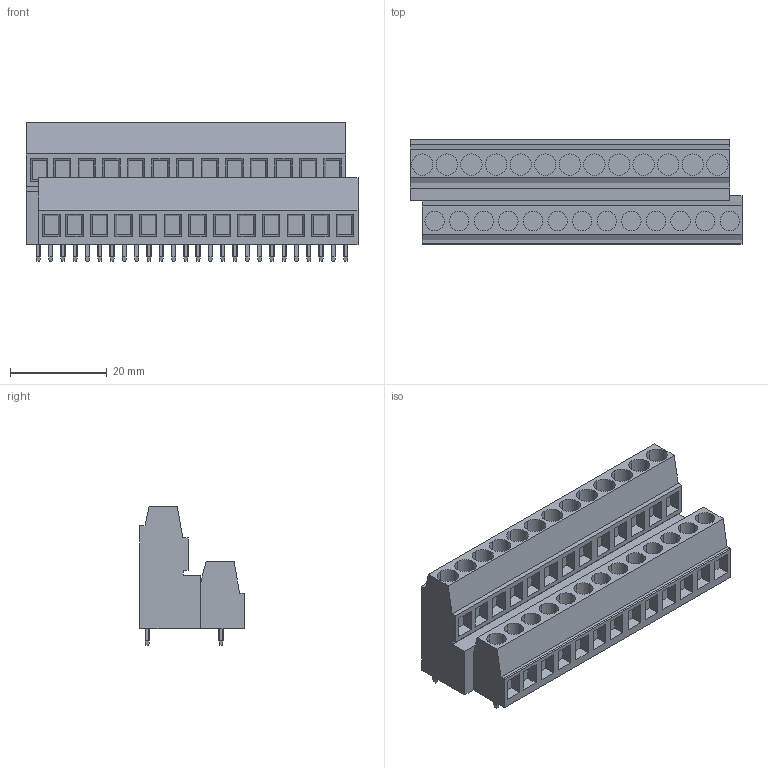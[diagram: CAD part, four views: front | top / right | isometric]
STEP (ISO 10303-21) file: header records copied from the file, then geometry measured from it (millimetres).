
FILE_DESCRIPTION(('CATIA V5 STEP Exchange','CAx-IF Rec.Pracs.--- Model Styling and Organization---1.2---2011-12-15'),'2;1');
FILE_NAME ('D1455708_0_1768960000_1768960000.stp','2018-09-07T07:51:49+00:00',('none'),('Weidmueller'),'CATIA Version 5-6 Release 2014','CATIA V5 STEP AP214','none');
FILE_SCHEMA(('AUTOMOTIVE_DESIGN { 1 0 10303 214 1 1 1 1 }'));
Length unit declared in the file: millimetre
Products named in the file (1): 1768960000
Bounding box: 68.58 x 21.6 x 28.7 mm (x, y, z)
Volume: 23008.2 mm3; surface area: 9403.9 mm2
Topology: 27 solids, 27 shells, 596 faces, 1470 edges, 980 vertices
Faces by surface type: plane 543, cylinder 53
Entity records: 16124 total; most frequent: CARTESIAN_POINT 3134, ORIENTED_EDGE 2940, DIRECTION 2062, EDGE_CURVE 1470, VECTOR 1106, LINE 1106, VERTEX_POINT 980, EDGE_LOOP 648
